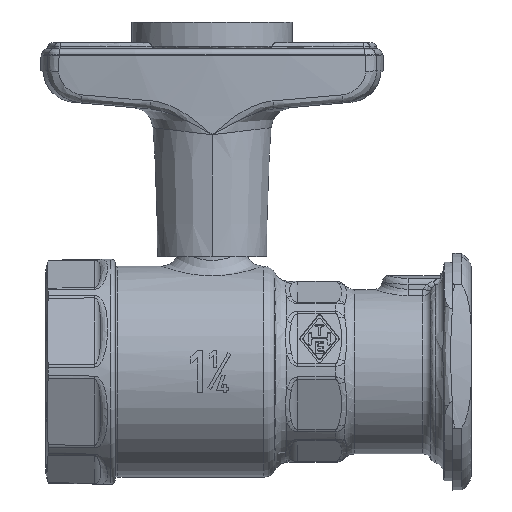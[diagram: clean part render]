
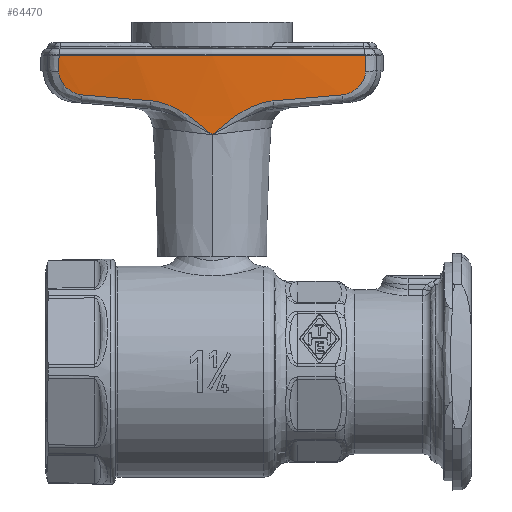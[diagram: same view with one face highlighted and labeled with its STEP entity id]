
A CAD part, top view. The second image highlights one B-rep face of the part: STEP entity #64470.
In plain terms, the highlighted conical face has half-angle 2 degrees and reference radius 199.618 mm.
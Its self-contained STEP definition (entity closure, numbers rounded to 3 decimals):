
#34699=CARTESIAN_POINT('',(0.,75.1,-185.35));
#34700=DIRECTION('',(0.,-1.,0.));
#34701=DIRECTION('',(0.182,0.,0.983));
#34702=AXIS2_PLACEMENT_3D('',#34699,#34700,#34701);
#34736=CARTESIAN_POINT('',(36.365,71.268,11.127));
#34737=CARTESIAN_POINT('',(36.359,71.692,11.143));
#34738=CARTESIAN_POINT('',(36.346,72.541,11.176));
#34739=CARTESIAN_POINT('',(36.327,73.818,11.224));
#34740=CARTESIAN_POINT('',(36.314,74.672,11.257));
#34741=CARTESIAN_POINT('',(36.307,75.1,11.274));
#34929=CARTESIAN_POINT('',(0.,56.217,
13.938));
#34970=CARTESIAN_POINT('',(0.,56.217,
13.938));
#34971=CARTESIAN_POINT('',(0.877,56.984,
13.965));
#34972=CARTESIAN_POINT('',(2.552,58.438,14.004));
#34973=CARTESIAN_POINT('',(4.926,60.289,14.024));
#34974=CARTESIAN_POINT('',(7.153,61.752,14.007));
#34975=CARTESIAN_POINT('',(9.22,62.834,13.959));
#34976=CARTESIAN_POINT('',(11.122,63.583,13.888));
#34977=CARTESIAN_POINT('',(12.873,64.051,13.799));
#34978=CARTESIAN_POINT('',(13.96,64.209,13.729));
#34979=CARTESIAN_POINT('',(14.481,64.254,13.693));
#35002=CARTESIAN_POINT('',(30.875,65.674,11.866));
#35003=CARTESIAN_POINT('',(31.141,65.697,11.825));
#35004=CARTESIAN_POINT('',(31.686,65.785,11.742));
#35005=CARTESIAN_POINT('',(32.562,66.066,11.609));
#35006=CARTESIAN_POINT('',(33.43,66.495,11.479));
#35007=CARTESIAN_POINT('',(34.24,67.054,11.359));
#35008=CARTESIAN_POINT('',(34.936,67.703,11.26));
#35009=CARTESIAN_POINT('',(35.492,68.4,11.185));
#35010=CARTESIAN_POINT('',(35.905,69.116,11.135));
#35011=CARTESIAN_POINT('',(36.182,69.829,11.11));
#35012=CARTESIAN_POINT('',(36.34,70.547,11.106));
#35013=CARTESIAN_POINT('',(36.369,71.027,11.118));
#35014=CARTESIAN_POINT('',(36.365,71.268,11.127));
#35253=CARTESIAN_POINT('',(30.875,65.674,11.866));
#35254=CARTESIAN_POINT('',(29.066,65.517,12.144));
#35255=CARTESIAN_POINT('',(25.438,65.203,12.65));
#35256=CARTESIAN_POINT('',(19.967,64.729,13.26));
#35257=CARTESIAN_POINT('',(16.311,64.413,13.565));
#35258=CARTESIAN_POINT('',(14.481,64.254,13.693));
#37582=CARTESIAN_POINT('',(-14.482,64.254,
13.693));
#37583=CARTESIAN_POINT('',(-13.96,64.209,
13.729));
#37584=CARTESIAN_POINT('',(-12.873,64.051,
13.799));
#37585=CARTESIAN_POINT('',(-11.122,63.583,
13.888));
#37586=CARTESIAN_POINT('',(-9.22,62.834,
13.959));
#37587=CARTESIAN_POINT('',(-7.153,61.752,
14.007));
#37588=CARTESIAN_POINT('',(-4.927,60.289,
14.024));
#37589=CARTESIAN_POINT('',(-2.553,58.438,
14.004));
#37590=CARTESIAN_POINT('',(-0.877,56.984,
13.965));
#37591=CARTESIAN_POINT('',(0.,56.217,
13.938));
#37605=CARTESIAN_POINT('',(-30.875,65.674,
11.866));
#37606=CARTESIAN_POINT('',(-29.063,65.517,
12.144));
#37607=CARTESIAN_POINT('',(-25.432,65.202,
12.651));
#37608=CARTESIAN_POINT('',(-19.965,64.729,
13.26));
#37609=CARTESIAN_POINT('',(-16.31,64.412,
13.565));
#37610=CARTESIAN_POINT('',(-14.482,64.254,
13.693));
#37633=CARTESIAN_POINT('',(-30.875,65.674,
11.866));
#37634=CARTESIAN_POINT('',(-31.14,65.697,
11.826));
#37635=CARTESIAN_POINT('',(-31.683,65.785,
11.743));
#37636=CARTESIAN_POINT('',(-32.559,66.065,
11.61));
#37637=CARTESIAN_POINT('',(-33.426,66.493,
11.48));
#37638=CARTESIAN_POINT('',(-34.234,67.05,
11.36));
#37639=CARTESIAN_POINT('',(-34.93,67.698,
11.261));
#37640=CARTESIAN_POINT('',(-35.488,68.395,
11.185));
#37641=CARTESIAN_POINT('',(-35.902,69.111,
11.135));
#37642=CARTESIAN_POINT('',(-36.181,69.823,
11.11));
#37643=CARTESIAN_POINT('',(-36.34,70.545,
11.106));
#37644=CARTESIAN_POINT('',(-36.369,71.026,
11.118));
#37645=CARTESIAN_POINT('',(-36.365,71.268,
11.127));
#37746=CARTESIAN_POINT('',(-36.307,75.1,11.274));
#37747=CARTESIAN_POINT('',(-36.314,74.672,
11.257));
#37748=CARTESIAN_POINT('',(-36.327,73.818,
11.224));
#37749=CARTESIAN_POINT('',(-36.346,72.541,
11.176));
#37750=CARTESIAN_POINT('',(-36.359,71.692,
11.143));
#37751=CARTESIAN_POINT('',(-36.365,71.268,
11.127));
#46415=VERTEX_POINT('',#34929);
#46419=VERTEX_POINT('',#35002);
#46420=VERTEX_POINT('',#35014);
#46422=VERTEX_POINT('',#35258);
#46437=VERTEX_POINT('',#37633);
#46438=VERTEX_POINT('',#37645);
#46440=VERTEX_POINT('',#37610);
#46504=CARTESIAN_POINT('',(36.307,75.1,11.274));
#46505=CARTESIAN_POINT('',(-36.307,75.1,11.274));
#46506=VERTEX_POINT('',#46504);
#46507=VERTEX_POINT('',#46505);
#64448=CARTESIAN_POINT('',(0.,65.659,-185.35));
#64449=DIRECTION('',(0.,1.,0.));
#64450=DIRECTION('',(0.,0.,-1.));
#64451=AXIS2_PLACEMENT_3D('',#64448,#64449,#64450);
#64452=CONICAL_SURFACE('',#64451,199.618,2.);
#64453=ORIENTED_EDGE('',*,*,#63884,.F.);
#64454=ORIENTED_EDGE('',*,*,#63952,.F.);
#64456=ORIENTED_EDGE('',*,*,#64455,.F.);
#64458=ORIENTED_EDGE('',*,*,#64457,.T.);
#64459=ORIENTED_EDGE('',*,*,#64441,.F.);
#64461=ORIENTED_EDGE('',*,*,#64460,.F.);
#64463=ORIENTED_EDGE('',*,*,#64462,.F.);
#64465=ORIENTED_EDGE('',*,*,#64464,.T.);
#64467=ORIENTED_EDGE('',*,*,#64466,.F.);
#64468=EDGE_LOOP('',(#64453,#64454,#64456,#64458,#64459,#64461,#64463,#64465,
#64467));
#64469=FACE_OUTER_BOUND('',#64468,.F.);
#64470=ADVANCED_FACE('',(#64469),#64452,.T.);
#34703=CIRCLE('',#34702,199.948);
#34742=B_SPLINE_CURVE_WITH_KNOTS('',3,(#34736,#34737,#34738,#34739,#34740,
#34741),.UNSPECIFIED.,.F.,.F.,(4,1,1,4),(0.,0.333,
0.667,1.),.UNSPECIFIED.);
#34980=B_SPLINE_CURVE_WITH_KNOTS('',3,(#34970,#34971,#34972,#34973,#34974,
#34975,#34976,#34977,#34978,#34979),.UNSPECIFIED.,.F.,.F.,(4,1,1,1,1,1,1,4),(
0.,0.143,0.286,0.429,0.571,
0.714,0.857,1.),.UNSPECIFIED.);
#35015=B_SPLINE_CURVE_WITH_KNOTS('',3,(#35002,#35003,#35004,#35005,#35006,
#35007,#35008,#35009,#35010,#35011,#35012,#35013,#35014),.UNSPECIFIED.,.F.,.F.,(
4,1,1,1,1,1,1,1,1,1,4),(0.,0.1,0.2,0.3,0.4,0.5,0.6,0.7,0.8,
0.9,1.),.UNSPECIFIED.);
#35259=B_SPLINE_CURVE_WITH_KNOTS('',3,(#35253,#35254,#35255,#35256,#35257,
#35258),.UNSPECIFIED.,.F.,.F.,(4,1,1,4),(0.,0.333,
0.667,1.),.UNSPECIFIED.);
#37592=B_SPLINE_CURVE_WITH_KNOTS('',3,(#37582,#37583,#37584,#37585,#37586,
#37587,#37588,#37589,#37590,#37591),.UNSPECIFIED.,.F.,.F.,(4,1,1,1,1,1,1,4),(
0.,0.143,0.286,0.429,0.571,
0.714,0.857,1.),.UNSPECIFIED.);
#37611=B_SPLINE_CURVE_WITH_KNOTS('',3,(#37605,#37606,#37607,#37608,#37609,
#37610),.UNSPECIFIED.,.F.,.F.,(4,1,1,4),(0.,0.333,
0.667,1.),.UNSPECIFIED.);
#37646=B_SPLINE_CURVE_WITH_KNOTS('',3,(#37633,#37634,#37635,#37636,#37637,
#37638,#37639,#37640,#37641,#37642,#37643,#37644,#37645),.UNSPECIFIED.,.F.,.F.,(
4,1,1,1,1,1,1,1,1,1,4),(0.,0.1,0.2,0.3,0.4,0.5,0.6,0.7,0.8,
0.9,1.),.UNSPECIFIED.);
#37752=B_SPLINE_CURVE_WITH_KNOTS('',3,(#37746,#37747,#37748,#37749,#37750,
#37751),.UNSPECIFIED.,.F.,.F.,(4,1,1,4),(0.,0.333,
0.667,1.),.UNSPECIFIED.);
#63884=EDGE_CURVE('',#46506,#46507,#34703,.T.);
#63952=EDGE_CURVE('',#46420,#46506,#34742,.T.);
#64441=EDGE_CURVE('',#46415,#46422,#34980,.T.);
#64455=EDGE_CURVE('',#46419,#46420,#35015,.T.);
#64457=EDGE_CURVE('',#46419,#46422,#35259,.T.);
#64460=EDGE_CURVE('',#46440,#46415,#37592,.T.);
#64462=EDGE_CURVE('',#46437,#46440,#37611,.T.);
#64464=EDGE_CURVE('',#46437,#46438,#37646,.T.);
#64466=EDGE_CURVE('',#46507,#46438,#37752,.T.);
